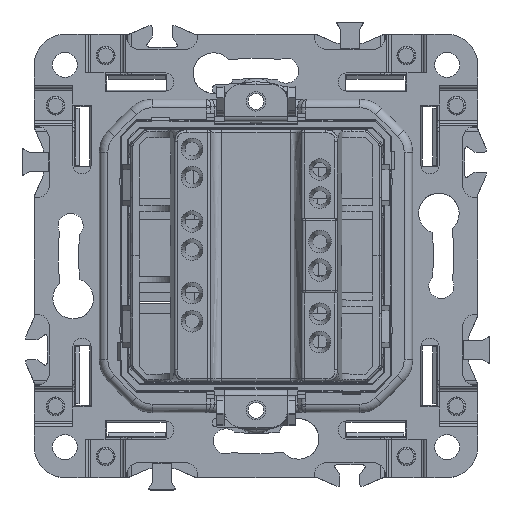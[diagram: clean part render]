
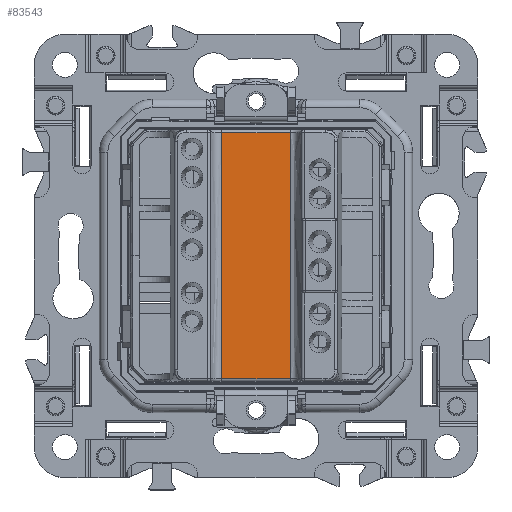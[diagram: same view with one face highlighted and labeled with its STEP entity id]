
A CAD part, top view. The second image highlights one B-rep face of the part: STEP entity #83543.
In plain terms, the highlighted planar face has unit normal (0, 0, 1).
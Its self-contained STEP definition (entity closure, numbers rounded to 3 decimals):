
#147 = DIRECTION ( 'NONE',  ( 0., -1., 0. ) ) ;
#4181 = AXIS2_PLACEMENT_3D ( 'NONE', #26287, #19745, #147 ) ;
#5799 = VERTEX_POINT ( 'NONE', #63519 ) ;
#17321 = ORIENTED_EDGE ( 'NONE', *, *, #27886, .T. ) ;
#17531 = ORIENTED_EDGE ( 'NONE', *, *, #83130, .F. ) ;
#19745 = DIRECTION ( 'NONE',  ( 0., 0., 1. ) ) ;
#20879 = EDGE_CURVE ( 'NONE', #38359, #48312, #69183, .T. ) ;
#21467 = CARTESIAN_POINT ( 'NONE',  ( 5., 630.424, 24.887 ) ) ;
#22528 = DIRECTION ( 'NONE',  ( 0., 1., 0. ) ) ;
#23903 = ORIENTED_EDGE ( 'NONE', *, *, #47640, .T. ) ;
#24772 = VECTOR ( 'NONE', #22528, 1000. ) ;
#26287 = CARTESIAN_POINT ( 'NONE',  ( 0., 612.254, 24.887 ) ) ;
#27253 = CARTESIAN_POINT ( 'NONE',  ( -6., 619.707, 24.887 ) ) ;
#27886 = EDGE_CURVE ( 'NONE', #81032, #38359, #55038, .T. ) ;
#33784 = LINE ( 'NONE', #27253, #58461 ) ;
#38359 = VERTEX_POINT ( 'NONE', #46637 ) ;
#39148 = CARTESIAN_POINT ( 'NONE',  ( -6., 591.105, 24.887 ) ) ;
#46637 = CARTESIAN_POINT ( 'NONE',  ( 5., 591.105, 24.887 ) ) ;
#46761 = DIRECTION ( 'NONE',  ( 1., 0., 0. ) ) ;
#47640 = EDGE_CURVE ( 'NONE', #48312, #5799, #48254, .T. ) ;
#48254 = LINE ( 'NONE', #67902, #84833 ) ;
#48312 = VERTEX_POINT ( 'NONE', #21467 ) ;
#55038 = LINE ( 'NONE', #60300, #64346 ) ;
#58461 = VECTOR ( 'NONE', #60836, 1000. ) ;
#60300 = CARTESIAN_POINT ( 'NONE',  ( 0., 591.105, 24.887 ) ) ;
#60836 = DIRECTION ( 'NONE',  ( 0., 1., 0. ) ) ;
#63519 = CARTESIAN_POINT ( 'NONE',  ( -6., 630.424, 24.887 ) ) ;
#64075 = EDGE_LOOP ( 'NONE', ( #17531, #17321, #71127, #23903 ) ) ;
#64346 = VECTOR ( 'NONE', #46761, 1000. ) ;
#67902 = CARTESIAN_POINT ( 'NONE',  ( 0., 630.424, 24.887 ) ) ;
#69183 = LINE ( 'NONE', #74881, #24772 ) ;
#71127 = ORIENTED_EDGE ( 'NONE', *, *, #20879, .T. ) ;
#72518 = FACE_OUTER_BOUND ( 'NONE', #64075, .T. ) ;
#74244 = PLANE ( 'NONE',  #4181 ) ;
#74881 = CARTESIAN_POINT ( 'NONE',  ( 5., 610.765, 24.887 ) ) ;
#75722 = DIRECTION ( 'NONE',  ( -1., 0., 0. ) ) ;
#81032 = VERTEX_POINT ( 'NONE', #39148 ) ;
#83130 = EDGE_CURVE ( 'NONE', #81032, #5799, #33784, .T. ) ;
#83543 = ADVANCED_FACE ( 'NONE', ( #72518 ), #74244, .T. ) ;
#84833 = VECTOR ( 'NONE', #75722, 1000. ) ;
